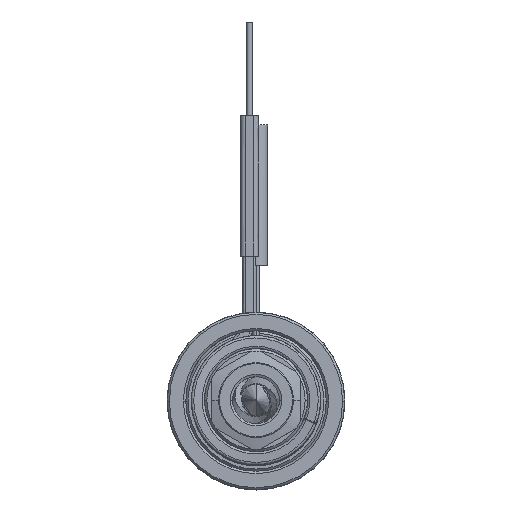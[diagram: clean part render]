
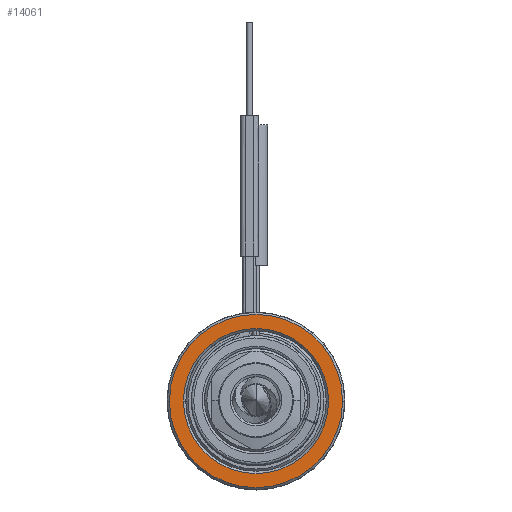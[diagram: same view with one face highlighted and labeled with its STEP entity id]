
A CAD part, top view. The second image highlights one B-rep face of the part: STEP entity #14061.
In plain terms, the highlighted planar face has unit normal (0, 0, 1).
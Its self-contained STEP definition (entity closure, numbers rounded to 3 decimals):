
#4658=CARTESIAN_POINT('',(0.,0.,
35.));
#4659=DIRECTION('',(0.,0.,-1.));
#4660=DIRECTION('',(-1.,0.,0.));
#4661=AXIS2_PLACEMENT_3D('',#4658,#4659,#4660);
#4672=CARTESIAN_POINT('',(0.,0.,
35.));
#4673=DIRECTION('',(0.,0.,-1.));
#4674=DIRECTION('',(1.,0.,0.));
#4675=AXIS2_PLACEMENT_3D('',#4672,#4673,#4674);
#4686=CARTESIAN_POINT('',(0.,0.,35.));
#4687=DIRECTION('',(0.,0.,-1.));
#4688=DIRECTION('',(1.,0.,0.));
#4689=AXIS2_PLACEMENT_3D('',#4686,#4687,#4688);
#4700=CARTESIAN_POINT('',(0.,0.,
35.));
#4701=DIRECTION('',(0.,0.,-1.));
#4702=DIRECTION('',(-1.,0.,0.));
#4703=AXIS2_PLACEMENT_3D('',#4700,#4701,#4702);
#7454=CARTESIAN_POINT('',(18.5,0.,35.));
#7455=CARTESIAN_POINT('',(-18.5,0.,
35.));
#7456=VERTEX_POINT('',#7454);
#7457=VERTEX_POINT('',#7455);
#7458=CARTESIAN_POINT('',(15.5,0.,35.));
#7459=CARTESIAN_POINT('',(-15.5,0.,35.));
#7460=VERTEX_POINT('',#7458);
#7461=VERTEX_POINT('',#7459);
#14046=CARTESIAN_POINT('',(0.,0.,35.));
#14047=DIRECTION('',(0.,0.,1.));
#14048=DIRECTION('',(-1.,0.,0.));
#14049=AXIS2_PLACEMENT_3D('',#14046,#14047,#14048);
#14050=PLANE('',#14049);
#14051=ORIENTED_EDGE('',*,*,#14028,.T.);
#14052=ORIENTED_EDGE('',*,*,#14013,.T.);
#14053=EDGE_LOOP('',(#14051,#14052));
#14054=FACE_OUTER_BOUND('',#14053,.F.);
#14056=ORIENTED_EDGE('',*,*,#14055,.F.);
#14058=ORIENTED_EDGE('',*,*,#14057,.F.);
#14059=EDGE_LOOP('',(#14056,#14058));
#14060=FACE_BOUND('',#14059,.F.);
#4662=CIRCLE('',#4661,18.5);
#4676=CIRCLE('',#4675,18.5);
#4690=CIRCLE('',#4689,15.5);
#4704=CIRCLE('',#4703,15.5);
#14013=EDGE_CURVE('',#7457,#7456,#4662,.T.);
#14028=EDGE_CURVE('',#7456,#7457,#4676,.T.);
#14055=EDGE_CURVE('',#7460,#7461,#4690,.T.);
#14057=EDGE_CURVE('',#7461,#7460,#4704,.T.);
#14061=ADVANCED_FACE('',(#14054,#14060),#14050,.T.);
